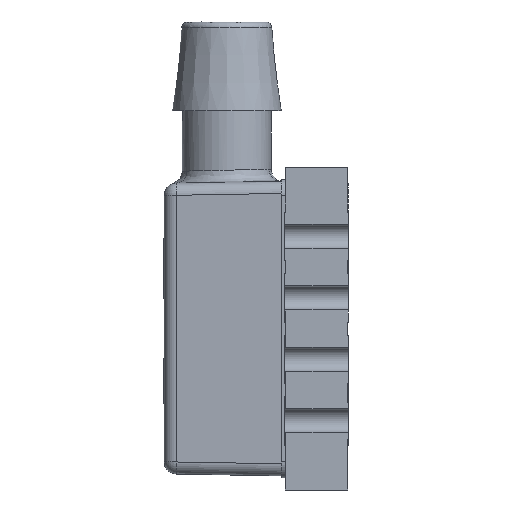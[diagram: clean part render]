
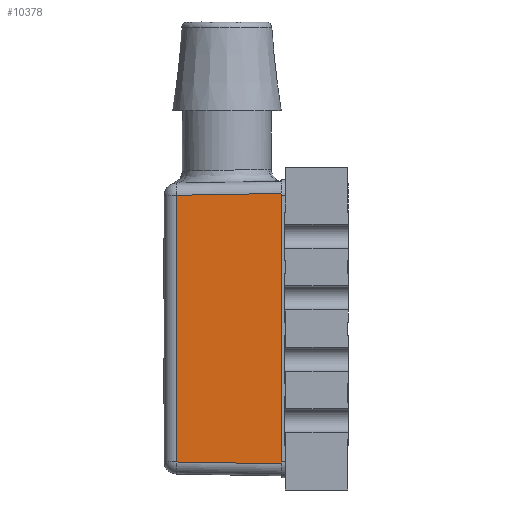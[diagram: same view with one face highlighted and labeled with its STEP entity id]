
A CAD part, left-side view. The second image highlights one B-rep face of the part: STEP entity #10378.
In plain terms, the highlighted planar face has unit normal (-1, 0.018, 0).
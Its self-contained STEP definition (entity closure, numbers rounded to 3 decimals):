
#324=LINE('',#14326,#1059);
#351=LINE('',#14906,#1086);
#352=LINE('',#14908,#1087);
#353=LINE('',#14910,#1088);
#1059=VECTOR('',#11435,1000.);
#1086=VECTOR('',#11554,1000.);
#1087=VECTOR('',#11557,1000.);
#1088=VECTOR('',#11558,1000.);
#2075=ORIENTED_EDGE('',*,*,#4211,.T.);
#2076=ORIENTED_EDGE('',*,*,#4212,.T.);
#2077=ORIENTED_EDGE('',*,*,#4137,.F.);
#2078=ORIENTED_EDGE('',*,*,#4210,.T.);
#4137=EDGE_CURVE('',#5235,#5236,#324,.T.);
#4210=EDGE_CURVE('',#5235,#5272,#351,.T.);
#4211=EDGE_CURVE('',#5272,#5273,#352,.T.);
#4212=EDGE_CURVE('',#5273,#5236,#353,.T.);
#5235=VERTEX_POINT('',#14321);
#5236=VERTEX_POINT('',#14325);
#5272=VERTEX_POINT('',#14905);
#5273=VERTEX_POINT('',#14909);
#6111=EDGE_LOOP('',(#2075,#2076,#2077,#2078));
#6591=FACE_BOUND('',#6111,.T.);
#7009=PLANE('',#10858);
#10378=ADVANCED_FACE('',(#6591),#7009,.T.);
#10858=AXIS2_PLACEMENT_3D('',#14907,#11555,#11556);
#11435=DIRECTION('',(0.,0.,1.));
#11554=DIRECTION('',(-0.017,-1.,-0.017));
#11555=DIRECTION('',(-1.,0.017,0.));
#11556=DIRECTION('',(-0.017,-1.,0.));
#11557=DIRECTION('',(0.,0.,1.));
#11558=DIRECTION('',(0.017,1.,-0.017));
#14321=CARTESIAN_POINT('',(-6.005,2.605,-7.305));
#14325=CARTESIAN_POINT('',(-6.005,2.605,-0.695));
#14326=CARTESIAN_POINT('',(-6.005,2.605,-4.));
#14905=CARTESIAN_POINT('',(-6.051,0.,-7.351));
#14906=CARTESIAN_POINT('',(-6.005,2.605,-7.305));
#14907=CARTESIAN_POINT('',(-6.,2.9,-0.4));
#14908=CARTESIAN_POINT('',(-6.051,0.,-0.4));
#14909=CARTESIAN_POINT('',(-6.051,0.,-0.649));
#14910=CARTESIAN_POINT('',(-6.051,0.,-0.649));
